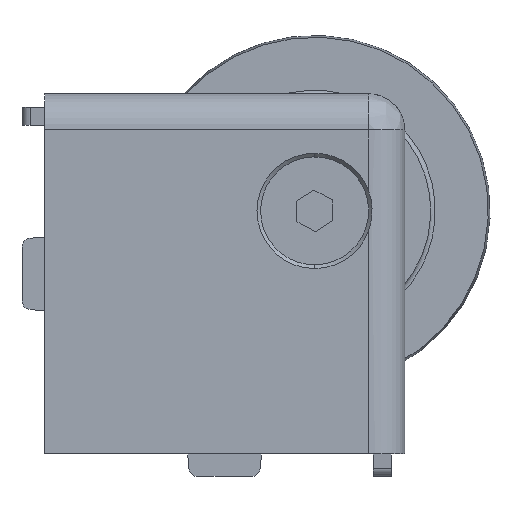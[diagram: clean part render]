
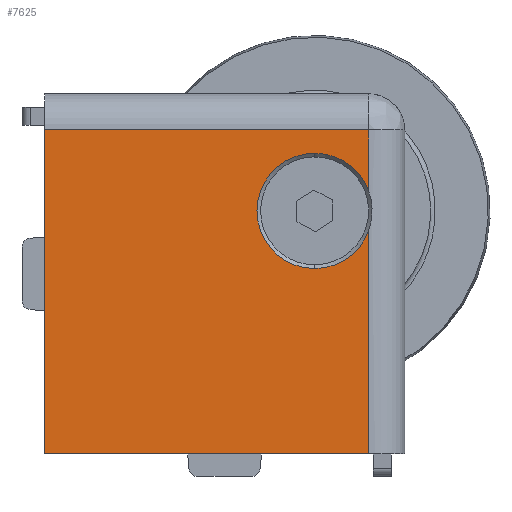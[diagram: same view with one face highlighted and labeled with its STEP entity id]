
A CAD part, front view. The second image highlights one B-rep face of the part: STEP entity #7625.
In plain terms, the highlighted planar face has unit normal (0, -1, 0).
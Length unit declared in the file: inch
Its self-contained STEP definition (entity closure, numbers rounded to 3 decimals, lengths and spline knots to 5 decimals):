
#38 = ORIENTED_EDGE ( 'NONE', *, *, #2385, .F. ) ;
#162 = CARTESIAN_POINT ( 'NONE',  ( -0.7874, -0.7874, 0.7874 ) ) ;
#462 = CARTESIAN_POINT ( 'NONE',  ( 0.3937, -0.7874, 0.02362 ) ) ;
#516 = EDGE_CURVE ( 'NONE', #7117, #770, #1404, .T. ) ;
#770 = VERTEX_POINT ( 'NONE', #462 ) ;
#840 = DIRECTION ( 'NONE',  ( 0., -1., 0. ) ) ;
#966 = DIRECTION ( 'NONE',  ( -1., 0., 0. ) ) ;
#1062 = VERTEX_POINT ( 'NONE', #4288 ) ;
#1287 = ORIENTED_EDGE ( 'NONE', *, *, #3376, .F. ) ;
#1404 = CIRCLE ( 'NONE', #7829, 0.25197 ) ;
#1545 = VECTOR ( 'NONE', #4996, 39.37008 ) ;
#1655 = LINE ( 'NONE', #8225, #7807 ) ;
#1896 = EDGE_CURVE ( 'NONE', #4635, #7117, #7676, .T. ) ;
#2145 = ORIENTED_EDGE ( 'NONE', *, *, #516, .F. ) ;
#2385 = EDGE_CURVE ( 'NONE', #9417, #6067, #7655, .T. ) ;
#2537 = DIRECTION ( 'NONE',  ( 0., 0., 1. ) ) ;
#2585 = DIRECTION ( 'NONE',  ( 0., 0., -1. ) ) ;
#2655 = VECTOR ( 'NONE', #6113, 39.37008 ) ;
#2786 = CARTESIAN_POINT ( 'NONE',  ( -0.7874, -0.7874, 0.62992 ) ) ;
#2869 = VERTEX_POINT ( 'NONE', #6960 ) ;
#2886 = CARTESIAN_POINT ( 'NONE',  ( 0.62992, -0.7874, 0.62992 ) ) ;
#2986 = CARTESIAN_POINT ( 'NONE',  ( 0.62992, -0.7874, 0.18791 ) ) ;
#2990 = EDGE_LOOP ( 'NONE', ( #4792, #1287, #38, #8446, #7820, #10170, #3099, #2145 ) ) ;
#3099 = ORIENTED_EDGE ( 'NONE', *, *, #3549, .F. ) ;
#3376 = EDGE_CURVE ( 'NONE', #6067, #4635, #7255, .T. ) ;
#3549 = EDGE_CURVE ( 'NONE', #770, #10011, #10230, .T. ) ;
#3641 = VECTOR ( 'NONE', #8113, 39.37008 ) ;
#3667 = LINE ( 'NONE', #6001, #2655 ) ;
#3950 = DIRECTION ( 'NONE',  ( 0., -1., 0. ) ) ;
#4226 = FACE_OUTER_BOUND ( 'NONE', #2990, .T. ) ;
#4227 = AXIS2_PLACEMENT_3D ( 'NONE', #8211, #9138, #2537 ) ;
#4288 = CARTESIAN_POINT ( 'NONE',  ( 0.62992, -0.7874, -0.7874 ) ) ;
#4635 = VERTEX_POINT ( 'NONE', #8559 ) ;
#4792 = ORIENTED_EDGE ( 'NONE', *, *, #1896, .F. ) ;
#4847 = CARTESIAN_POINT ( 'NONE',  ( 0.3937, -0.7874, 0.27559 ) ) ;
#4870 = CARTESIAN_POINT ( 'NONE',  ( 0.3937, -0.7874, 0.27559 ) ) ;
#4944 = LINE ( 'NONE', #162, #1545 ) ;
#4996 = DIRECTION ( 'NONE',  ( 0., 0., -1. ) ) ;
#5228 = DIRECTION ( 'NONE',  ( 1., 0., 0. ) ) ;
#5570 = CARTESIAN_POINT ( 'NONE',  ( 0.62992, -0.7874, 0.7874 ) ) ;
#5731 = EDGE_CURVE ( 'NONE', #9417, #2869, #4944, .T. ) ;
#5752 = EDGE_CURVE ( 'NONE', #1062, #2869, #1655, .T. ) ;
#5821 = PLANE ( 'NONE',  #4227 ) ;
#6001 = CARTESIAN_POINT ( 'NONE',  ( 0.62992, -0.7874, 0.7874 ) ) ;
#6067 = VERTEX_POINT ( 'NONE', #2886 ) ;
#6113 = DIRECTION ( 'NONE',  ( 0., 0., -1. ) ) ;
#6186 = AXIS2_PLACEMENT_3D ( 'NONE', #4870, #3950, #8147 ) ;
#6960 = CARTESIAN_POINT ( 'NONE',  ( -0.7874, -0.7874, -0.7874 ) ) ;
#7117 = VERTEX_POINT ( 'NONE', #8997 ) ;
#7255 = LINE ( 'NONE', #5570, #3641 ) ;
#7354 = CARTESIAN_POINT ( 'NONE',  ( 0.3937, -0.7874, 0.27559 ) ) ;
#7524 = CARTESIAN_POINT ( 'NONE',  ( -0.7874, -0.7874, 0.62992 ) ) ;
#7625 = ADVANCED_FACE ( 'NONE', ( #4226 ), #5821, .F. ) ;
#7655 = LINE ( 'NONE', #2786, #9708 ) ;
#7676 = CIRCLE ( 'NONE', #7850, 0.25197 ) ;
#7807 = VECTOR ( 'NONE', #966, 39.37008 ) ;
#7820 = ORIENTED_EDGE ( 'NONE', *, *, #5752, .F. ) ;
#7829 = AXIS2_PLACEMENT_3D ( 'NONE', #7354, #840, #2585 ) ;
#7850 = AXIS2_PLACEMENT_3D ( 'NONE', #4847, #10375, #8962 ) ;
#8113 = DIRECTION ( 'NONE',  ( 0., 0., -1. ) ) ;
#8147 = DIRECTION ( 'NONE',  ( 0., 0., -1. ) ) ;
#8211 = CARTESIAN_POINT ( 'NONE',  ( -0.7874, -0.7874, 0.7874 ) ) ;
#8225 = CARTESIAN_POINT ( 'NONE',  ( -0.7874, -0.7874, -0.7874 ) ) ;
#8446 = ORIENTED_EDGE ( 'NONE', *, *, #5731, .T. ) ;
#8559 = CARTESIAN_POINT ( 'NONE',  ( 0.62992, -0.7874, 0.36327 ) ) ;
#8962 = DIRECTION ( 'NONE',  ( 0., 0., -1. ) ) ;
#8997 = CARTESIAN_POINT ( 'NONE',  ( 0.3937, -0.7874, 0.52756 ) ) ;
#9087 = EDGE_CURVE ( 'NONE', #10011, #1062, #3667, .T. ) ;
#9138 = DIRECTION ( 'NONE',  ( 0., 1., 0. ) ) ;
#9417 = VERTEX_POINT ( 'NONE', #7524 ) ;
#9708 = VECTOR ( 'NONE', #5228, 39.37008 ) ;
#10011 = VERTEX_POINT ( 'NONE', #2986 ) ;
#10170 = ORIENTED_EDGE ( 'NONE', *, *, #9087, .F. ) ;
#10230 = CIRCLE ( 'NONE', #6186, 0.25197 ) ;
#10375 = DIRECTION ( 'NONE',  ( 0., -1., 0. ) ) ;
